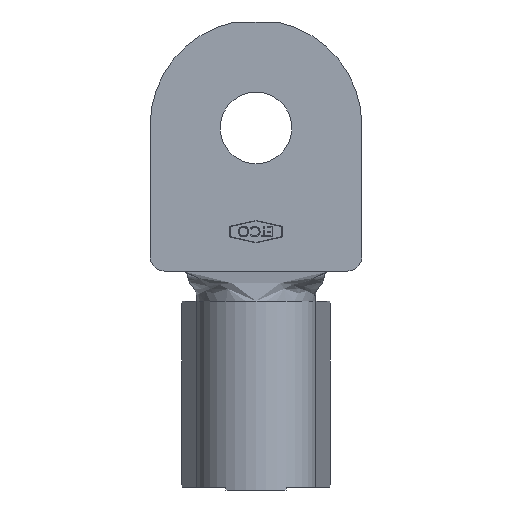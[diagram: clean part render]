
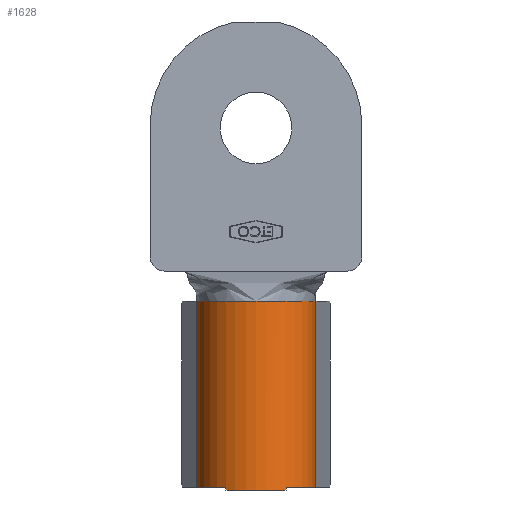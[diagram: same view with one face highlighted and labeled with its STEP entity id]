
A CAD part, front view. The second image highlights one B-rep face of the part: STEP entity #1628.
In plain terms, the highlighted cylindrical face has radius 5.334 mm (diameter 10.668 mm), a partial arc.
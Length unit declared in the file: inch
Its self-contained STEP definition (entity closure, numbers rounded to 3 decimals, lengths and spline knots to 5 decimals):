
#55 = CARTESIAN_POINT ( 'NONE',  ( 0., 0., 0.65 ) ) ;
#71 = ORIENTED_EDGE ( 'NONE', *, *, #675, .F. ) ;
#76 = VERTEX_POINT ( 'NONE', #5022 ) ;
#153 = ORIENTED_EDGE ( 'NONE', *, *, #649, .T. ) ;
#188 = CIRCLE ( 'NONE', #6364, 0.21 ) ;
#223 = LINE ( 'NONE', #3308, #1504 ) ;
#649 = EDGE_CURVE ( 'NONE', #5730, #4400, #2410, .T. ) ;
#675 = EDGE_CURVE ( 'NONE', #2291, #6620, #2060, .T. ) ;
#790 = VERTEX_POINT ( 'NONE', #5466 ) ;
#820 = EDGE_CURVE ( 'NONE', #6620, #790, #2655, .T. ) ;
#912 = ORIENTED_EDGE ( 'NONE', *, *, #5050, .T. ) ;
#939 = ORIENTED_EDGE ( 'NONE', *, *, #3320, .F. ) ;
#1147 = DIRECTION ( 'NONE',  ( 0., 0., 1. ) ) ;
#1154 = DIRECTION ( 'NONE',  ( -1., 0., 0. ) ) ;
#1201 = CIRCLE ( 'NONE', #1400, 0.21 ) ;
#1400 = AXIS2_PLACEMENT_3D ( 'NONE', #1467, #5159, #2010 ) ;
#1466 = EDGE_CURVE ( 'NONE', #4400, #790, #1201, .T. ) ;
#1467 = CARTESIAN_POINT ( 'NONE',  ( 0., 0., 0. ) ) ;
#1504 = VECTOR ( 'NONE', #6388, 39.37008 ) ;
#1628 = ADVANCED_FACE ( 'NONE', ( #6145 ), #5981, .T. ) ;
#1637 = DIRECTION ( 'NONE',  ( 0., 0., -1. ) ) ;
#1663 = CARTESIAN_POINT ( 'NONE',  ( 0.20666, -0.0373, 0.65 ) ) ;
#1801 = DIRECTION ( 'NONE',  ( 0., 0., 1. ) ) ;
#1856 = CARTESIAN_POINT ( 'NONE',  ( 0.105, -0.18187, -0.01 ) ) ;
#1899 = DIRECTION ( 'NONE',  ( 0., 0., 1. ) ) ;
#1915 = LINE ( 'NONE', #2308, #4720 ) ;
#2003 = EDGE_CURVE ( 'NONE', #2291, #76, #223, .T. ) ;
#2010 = DIRECTION ( 'NONE',  ( 1., 0., 0. ) ) ;
#2060 = CIRCLE ( 'NONE', #6023, 0.21 ) ;
#2206 = CARTESIAN_POINT ( 'NONE',  ( 0., 0., -0.01 ) ) ;
#2224 = DIRECTION ( 'NONE',  ( 0., 0., -1. ) ) ;
#2291 = VERTEX_POINT ( 'NONE', #1856 ) ;
#2308 = CARTESIAN_POINT ( 'NONE',  ( 0.20666, -0.0373, 0.65 ) ) ;
#2410 = LINE ( 'NONE', #5819, #4860 ) ;
#2624 = AXIS2_PLACEMENT_3D ( 'NONE', #5055, #1899, #5574 ) ;
#2632 = VERTEX_POINT ( 'NONE', #1663 ) ;
#2655 = LINE ( 'NONE', #4442, #6637 ) ;
#2751 = DIRECTION ( 'NONE',  ( -1., 0., 0. ) ) ;
#3308 = CARTESIAN_POINT ( 'NONE',  ( 0.105, -0.18187, -0.01 ) ) ;
#3320 = EDGE_CURVE ( 'NONE', #2632, #3342, #1915, .T. ) ;
#3342 = VERTEX_POINT ( 'NONE', #6474 ) ;
#3452 = CARTESIAN_POINT ( 'NONE',  ( -0.105, -0.18187, -0.01 ) ) ;
#3635 = EDGE_LOOP ( 'NONE', ( #6040, #4008, #71, #5492, #912, #939, #6455, #153 ) ) ;
#4008 = ORIENTED_EDGE ( 'NONE', *, *, #820, .F. ) ;
#4128 = CARTESIAN_POINT ( 'NONE',  ( -0.20666, -0.0373, 0. ) ) ;
#4336 = CARTESIAN_POINT ( 'NONE',  ( 0., 0., 0.65 ) ) ;
#4400 = VERTEX_POINT ( 'NONE', #4128 ) ;
#4442 = CARTESIAN_POINT ( 'NONE',  ( -0.105, -0.18187, -0.01 ) ) ;
#4586 = EDGE_CURVE ( 'NONE', #5730, #2632, #188, .T. ) ;
#4610 = AXIS2_PLACEMENT_3D ( 'NONE', #55, #2224, #1154 ) ;
#4720 = VECTOR ( 'NONE', #5447, 39.37008 ) ;
#4857 = DIRECTION ( 'NONE',  ( 1., 0., 0. ) ) ;
#4860 = VECTOR ( 'NONE', #1637, 39.37008 ) ;
#5022 = CARTESIAN_POINT ( 'NONE',  ( 0.105, -0.18187, 0. ) ) ;
#5050 = EDGE_CURVE ( 'NONE', #76, #3342, #5102, .T. ) ;
#5055 = CARTESIAN_POINT ( 'NONE',  ( 0., 0., 0. ) ) ;
#5102 = CIRCLE ( 'NONE', #2624, 0.21 ) ;
#5159 = DIRECTION ( 'NONE',  ( 0., 0., 1. ) ) ;
#5447 = DIRECTION ( 'NONE',  ( 0., 0., -1. ) ) ;
#5466 = CARTESIAN_POINT ( 'NONE',  ( -0.105, -0.18187, 0. ) ) ;
#5492 = ORIENTED_EDGE ( 'NONE', *, *, #2003, .T. ) ;
#5574 = DIRECTION ( 'NONE',  ( 1., 0., 0. ) ) ;
#5707 = CARTESIAN_POINT ( 'NONE',  ( -0.20666, -0.0373, 0.65 ) ) ;
#5730 = VERTEX_POINT ( 'NONE', #5707 ) ;
#5819 = CARTESIAN_POINT ( 'NONE',  ( -0.20666, -0.0373, 0.65 ) ) ;
#5865 = DIRECTION ( 'NONE',  ( 0., 0., -1. ) ) ;
#5981 = CYLINDRICAL_SURFACE ( 'NONE', #4610, 0.21 ) ;
#6023 = AXIS2_PLACEMENT_3D ( 'NONE', #2206, #5865, #2751 ) ;
#6040 = ORIENTED_EDGE ( 'NONE', *, *, #1466, .T. ) ;
#6145 = FACE_OUTER_BOUND ( 'NONE', #3635, .T. ) ;
#6364 = AXIS2_PLACEMENT_3D ( 'NONE', #4336, #1147, #4857 ) ;
#6388 = DIRECTION ( 'NONE',  ( 0., 0., 1. ) ) ;
#6455 = ORIENTED_EDGE ( 'NONE', *, *, #4586, .F. ) ;
#6474 = CARTESIAN_POINT ( 'NONE',  ( 0.20666, -0.0373, 0. ) ) ;
#6620 = VERTEX_POINT ( 'NONE', #3452 ) ;
#6637 = VECTOR ( 'NONE', #1801, 39.37008 ) ;
